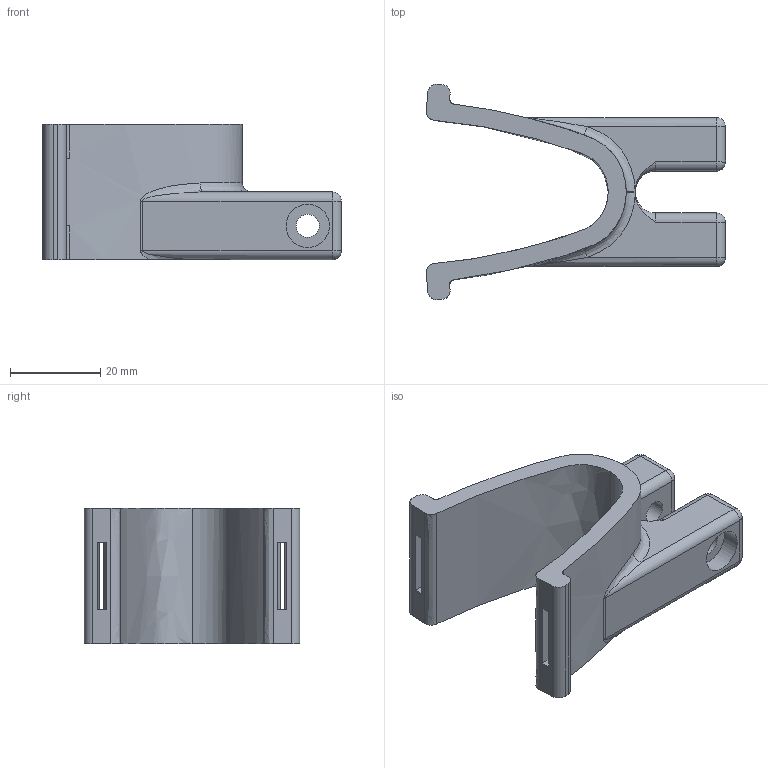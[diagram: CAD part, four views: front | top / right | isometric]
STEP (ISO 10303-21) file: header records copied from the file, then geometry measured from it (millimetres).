
FILE_DESCRIPTION(/* description */ (''),/* implementation_level */ '2;1');
FILE_NAME(/* name */ 'Echelon.step',/* time_stamp */ '2023-04-02T15:31:27-04:00',/* author */ (''),/* organization */ (''),/* preprocessor_version */ 'ST-DEVELOPER v19.2',/* originating_system */ 'Autodesk Translation Framework v11.17.0.187',/* authorisation */ '');
FILE_SCHEMA (('AUTOMOTIVE_DESIGN { 1 0 10303 214 3 1 1 }'));
Length unit declared in the file: millimetre
Products named in the file (2): bike mount; Echelon Mount
Assembly tree (1 placements, depth 2):
  bike mount
    Echelon Mount
Bounding box: 66.29 x 47.73 x 30 mm (x, y, z)
Volume: 22535.8 mm3; surface area: 10600.4 mm2
Topology: 1 solids, 1 shells, 92 faces, 238 edges, 148 vertices
Faces by surface type: plane 34, cylinder 26, bspline 20, sphere 8, torus 4
Full cylindrical faces by diameter (mm): 5.1 x2, 9.6 x1
Entity records: 3998 total; most frequent: CARTESIAN_POINT 1856, ORIENTED_EDGE 476, DIRECTION 370, EDGE_CURVE 238, VERTEX_POINT 148, AXIS2_PLACEMENT_3D 131, LINE 108, VECTOR 108
